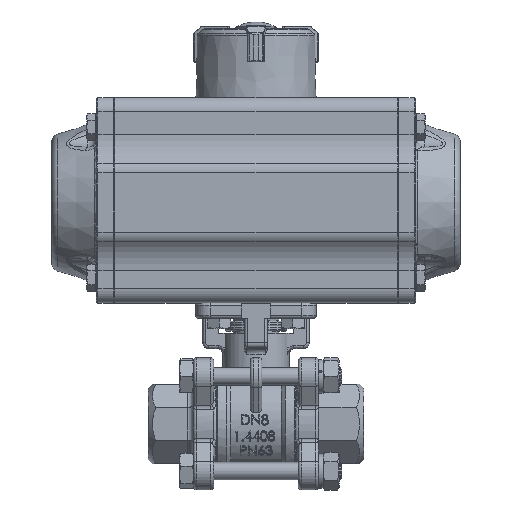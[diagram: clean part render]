
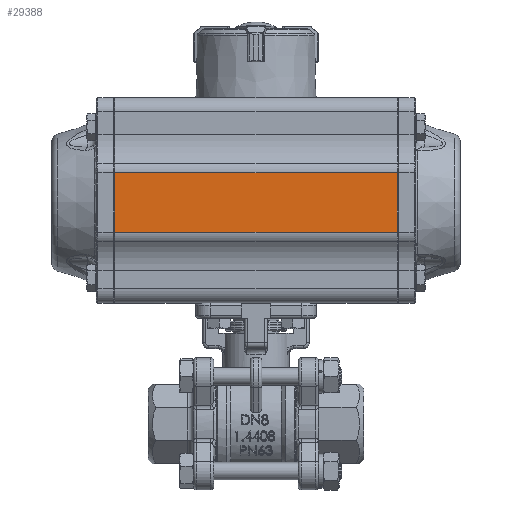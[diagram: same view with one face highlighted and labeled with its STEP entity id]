
A CAD part, top view. The second image highlights one B-rep face of the part: STEP entity #29388.
In plain terms, the highlighted face is planar.
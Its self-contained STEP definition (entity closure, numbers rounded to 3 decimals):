
#520=PLANE('',#38925);
#2661=LINE('',#50471,#4545);
#2662=LINE('',#50475,#4546);
#2663=LINE('',#50477,#4547);
#2664=LINE('',#50479,#4548);
#4545=VECTOR('',#42223,1000.);
#4546=VECTOR('',#42228,1000.);
#4547=VECTOR('',#42229,1000.);
#4548=VECTOR('',#42230,1000.);
#7502=ORIENTED_EDGE('',*,*,#16413,.F.);
#7503=ORIENTED_EDGE('',*,*,#16415,.T.);
#7504=ORIENTED_EDGE('',*,*,#16416,.T.);
#7505=ORIENTED_EDGE('',*,*,#16417,.T.);
#16413=EDGE_CURVE('',#20897,#20898,#2661,.T.);
#16415=EDGE_CURVE('',#20897,#20899,#2662,.T.);
#16416=EDGE_CURVE('',#20899,#20900,#2663,.T.);
#16417=EDGE_CURVE('',#20900,#20898,#2664,.T.);
#20897=VERTEX_POINT('',#50470);
#20898=VERTEX_POINT('',#50472);
#20899=VERTEX_POINT('',#50476);
#20900=VERTEX_POINT('',#50478);
#24941=EDGE_LOOP('',(#7502,#7503,#7504,#7505));
#27095=FACE_BOUND('',#24941,.T.);
#29388=ADVANCED_FACE('',(#27095),#520,.F.);
#38925=AXIS2_PLACEMENT_3D('',#50474,#42226,#42227);
#42223=DIRECTION('',(0.,0.,-1.));
#42226=DIRECTION('',(-1.,0.,0.));
#42227=DIRECTION('',(0.,0.,1.));
#42228=DIRECTION('',(0.,-1.,0.));
#42229=DIRECTION('',(0.,0.,-1.));
#42230=DIRECTION('',(0.,1.,0.));
#50470=CARTESIAN_POINT('',(29.5,10.363,49.2));
#50471=CARTESIAN_POINT('',(29.5,10.363,49.5));
#50472=CARTESIAN_POINT('',(29.5,10.363,-49.2));
#50474=CARTESIAN_POINT('',(29.5,-10.363,49.5));
#50475=CARTESIAN_POINT('',(29.5,-10.363,49.2));
#50476=CARTESIAN_POINT('',(29.5,-10.363,49.2));
#50477=CARTESIAN_POINT('',(29.5,-10.363,49.5));
#50478=CARTESIAN_POINT('',(29.5,-10.363,-49.2));
#50479=CARTESIAN_POINT('',(29.5,-10.363,-49.2));
